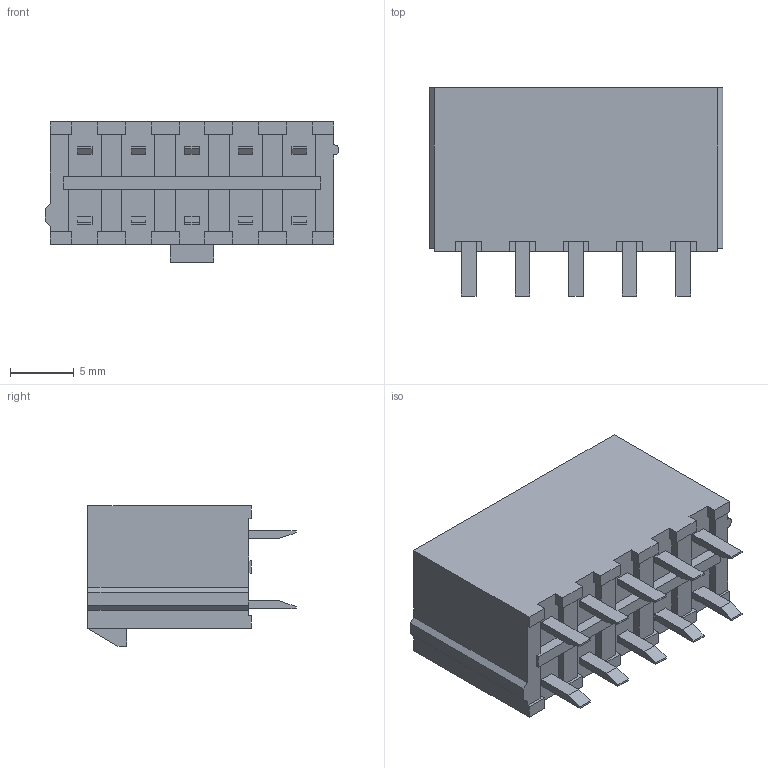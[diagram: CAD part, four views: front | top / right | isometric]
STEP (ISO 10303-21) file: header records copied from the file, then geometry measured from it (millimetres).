
FILE_DESCRIPTION((''),'2;1');
FILE_NAME('1724470210','2015-05-22T',('me'),(''),'PRO/ENGINEER BY PARAMETRIC TECHNOLOGY CORPORATION, 2011490','PRO/ENGINEER BY PARAMETRIC TECHNOLOGY CORPORATION, 2011490','');
FILE_SCHEMA(('CONFIG_CONTROL_DESIGN'));
Length unit declared in the file: millimetre
Products named in the file (1): 1724470210
Bounding box: 23 x 16.3 x 11 mm (x, y, z)
Volume: 1606.4 mm3; surface area: 2984.4 mm2
Topology: 1 solids, 1 shells, 285 faces, 777 edges, 524 vertices
Faces by surface type: plane 284, cylinder 1
Entity records: 8854 total; most frequent: CARTESIAN_POINT 1567, ORIENTED_EDGE 1514, DIRECTION 1371, EDGE_CURVE 757, VECTOR 755, LINE 755, VERTEX_POINT 504, EDGE_LOOP 315
